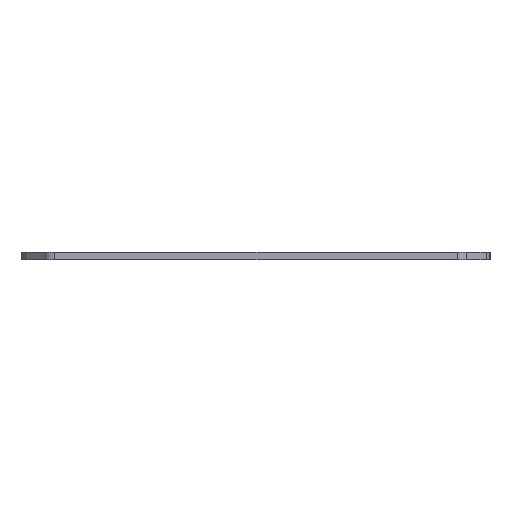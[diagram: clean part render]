
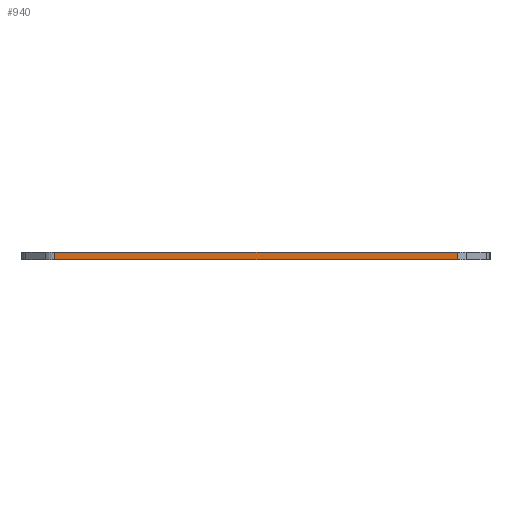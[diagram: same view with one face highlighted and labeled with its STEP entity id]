
A CAD part, left-side view. The second image highlights one B-rep face of the part: STEP entity #940.
In plain terms, the highlighted planar face has unit normal (-1, 0, 0).
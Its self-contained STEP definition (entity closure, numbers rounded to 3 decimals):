
#913 = VERTEX_POINT('',#914);
#914 = CARTESIAN_POINT('',(12.7,-102.372,1.6));
#921 = EDGE_CURVE('',#922,#913,#924,.T.);
#922 = VERTEX_POINT('',#923);
#923 = CARTESIAN_POINT('',(12.7,-102.372,0.));
#924 = LINE('',#925,#926);
#925 = CARTESIAN_POINT('',(12.7,-102.372,0.));
#926 = VECTOR('',#927,1.);
#927 = DIRECTION('',(0.,0.,1.));
#940 = ADVANCED_FACE('',(#941),#966,.T.);
#941 = FACE_BOUND('',#942,.T.);
#942 = EDGE_LOOP('',(#943,#944,#952,#960));
#943 = ORIENTED_EDGE('',*,*,#921,.T.);
#944 = ORIENTED_EDGE('',*,*,#945,.T.);
#945 = EDGE_CURVE('',#913,#946,#948,.T.);
#946 = VERTEX_POINT('',#947);
#947 = CARTESIAN_POINT('',(12.7,-18.278,1.6));
#948 = LINE('',#949,#950);
#949 = CARTESIAN_POINT('',(12.7,-102.372,1.6));
#950 = VECTOR('',#951,1.);
#951 = DIRECTION('',(0.,1.,0.));
#952 = ORIENTED_EDGE('',*,*,#953,.F.);
#953 = EDGE_CURVE('',#954,#946,#956,.T.);
#954 = VERTEX_POINT('',#955);
#955 = CARTESIAN_POINT('',(12.7,-18.278,0.));
#956 = LINE('',#957,#958);
#957 = CARTESIAN_POINT('',(12.7,-18.278,0.));
#958 = VECTOR('',#959,1.);
#959 = DIRECTION('',(0.,0.,1.));
#960 = ORIENTED_EDGE('',*,*,#961,.F.);
#961 = EDGE_CURVE('',#922,#954,#962,.T.);
#962 = LINE('',#963,#964);
#963 = CARTESIAN_POINT('',(12.7,-102.372,0.));
#964 = VECTOR('',#965,1.);
#965 = DIRECTION('',(0.,1.,0.));
#966 = PLANE('',#967);
#967 = AXIS2_PLACEMENT_3D('',#968,#969,#970);
#968 = CARTESIAN_POINT('',(12.7,-102.372,0.));
#969 = DIRECTION('',(-1.,0.,0.));
#970 = DIRECTION('',(0.,1.,0.));
